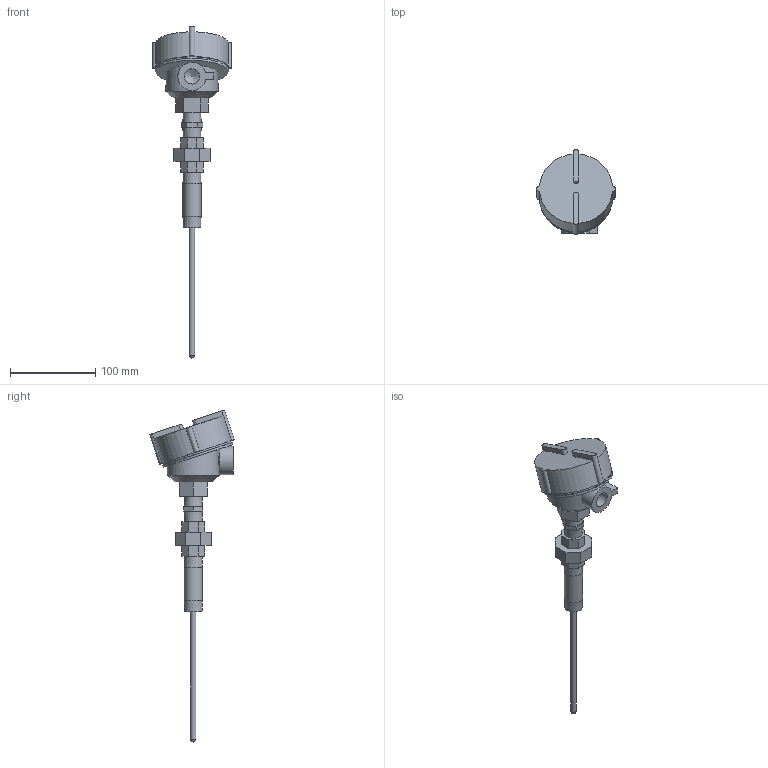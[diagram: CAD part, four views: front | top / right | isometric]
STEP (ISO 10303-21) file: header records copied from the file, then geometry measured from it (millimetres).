
FILE_DESCRIPTION(/* description */ ('','CAx-IF Rec.Pracs.---Representation and Presentation of Product Manufacturing Information (PMI)---4.0---2014-10-13'),/* implementation_level */ '2;1');
FILE_NAME(/* name */ 'Explosion-Proof-Head-Nipple-Union-Nipple.stp',/* time_stamp */ '2025-10-06T09:52:16+05:30',/* author */ ('Office'),/* organization */ (''),/* preprocessor_version */ 'ST-DEVELOPER v20.1',/* originating_system */ 'Autodesk Inventor 2026',/* authorisation */ '');
FILE_SCHEMA (('AP242_MANAGED_MODEL_BASED_3D_ENGINEERING_MIM_LF { 1 0 10303 442 2 1 4 }'));
Length unit declared in the file: millimetre
Products named in the file (1): Explosion-Proof-Head-Nipple-Union-Nipple-STP
Bounding box: 92.2 x 99.01 x 388.69 mm (x, y, z)
Volume: 361443.1 mm3; surface area: 57978.5 mm2
Topology: 2 solids, 3 shells, 94 faces, 227 edges, 145 vertices
Faces by surface type: plane 65, cylinder 21, cone 7, sphere 1
Full cylindrical faces by diameter (mm): 6.35 x1, 16.1 x2, 17.78 x3, 21.267 x1, 60.96 x1, 83.312 x1, 85.56 x1
Entity records: 3045 total; most frequent: CARTESIAN_POINT 560, DIRECTION 519, ORIENTED_EDGE 448, EDGE_CURVE 224, AXIS2_PLACEMENT_3D 177, LINE 165, VECTOR 165, VERTEX_POINT 145
